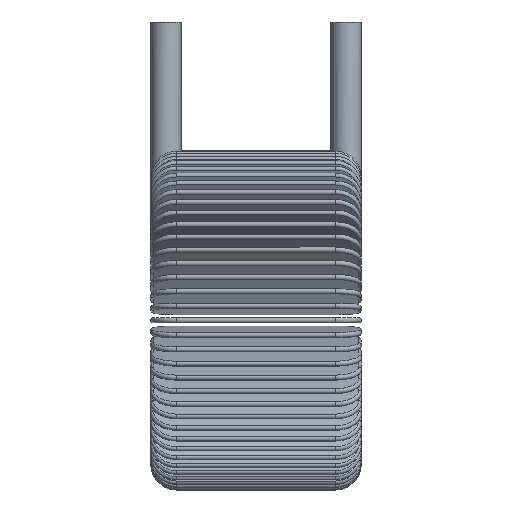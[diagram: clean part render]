
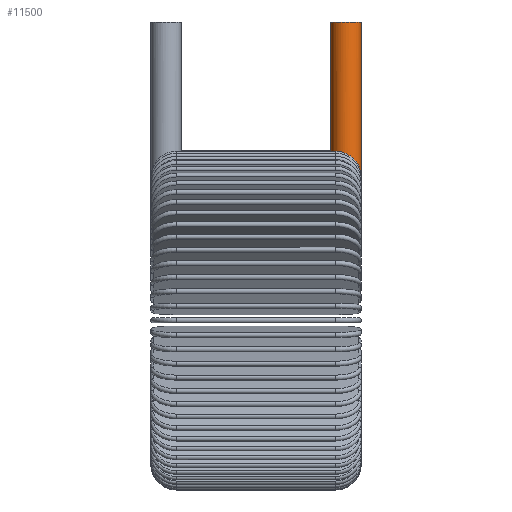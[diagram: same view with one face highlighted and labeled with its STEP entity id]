
A CAD part, left-side view. The second image highlights one B-rep face of the part: STEP entity #11500.
In plain terms, the highlighted cylindrical face has radius 0.749 mm (diameter 1.499 mm), a partial arc.
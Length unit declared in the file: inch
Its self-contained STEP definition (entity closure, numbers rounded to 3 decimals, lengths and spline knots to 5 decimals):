
#10441=CARTESIAN_POINT('',(0.,0.0295,0.2675));
#10442=DIRECTION('',(0.,0.,1.));
#10443=DIRECTION('',(-0.623,-0.782,0.));
#10444=AXIS2_PLACEMENT_3D('',#10441,#10442,#10443);
#10446=CARTESIAN_POINT('',(0.,0.0295,0.2675));
#10447=DIRECTION('',(0.,0.,1.));
#10448=DIRECTION('',(-0.169,0.986,0.));
#10449=AXIS2_PLACEMENT_3D('',#10446,#10447,#10448);
#10505=CARTESIAN_POINT('',(-0.01838,0.05257,0.2675));
#10506=CARTESIAN_POINT('',(-0.02002,0.05126,
0.28624));
#10507=CARTESIAN_POINT('',(-0.02166,0.0497,
0.30496));
#10508=CARTESIAN_POINT('',(-0.0233,0.0476,
0.32364));
#10570=CARTESIAN_POINT('',(-0.02094,0.00872,
0.29672));
#10571=CARTESIAN_POINT('',(-0.02009,0.00786,
0.28699));
#10572=CARTESIAN_POINT('',(-0.01924,0.00711,
0.27725));
#10573=CARTESIAN_POINT('',(-0.01838,0.00643,0.2675));
#10575=DIRECTION('',(0.,0.,1.));
#10576=VECTOR('',#10575,0.25);
#10577=CARTESIAN_POINT('',(0.,0.059,0.3295));
#10578=LINE('',#10577,#10576);
#10617=DIRECTION('',(0.,0.,1.));
#10618=VECTOR('',#10617,0.057);
#10619=CARTESIAN_POINT('',(-0.005,0.05857,0.2675));
#10620=LINE('',#10619,#10618);
#10678=DIRECTION('',(0.,0.,1.));
#10679=VECTOR('',#10678,0.312);
#10680=CARTESIAN_POINT('',(0.,0.,0.2675));
#10681=LINE('',#10680,#10679);
#11042=CARTESIAN_POINT('',(0.,0.059,0.3295));
#11043=CARTESIAN_POINT('',(-0.0004,0.059,0.3295));
#11044=CARTESIAN_POINT('',(-0.0012,0.05898,
0.3294));
#11045=CARTESIAN_POINT('',(-0.00227,0.05892,
0.329));
#11046=CARTESIAN_POINT('',(-0.0032,0.05883,
0.32839));
#11047=CARTESIAN_POINT('',(-0.00396,0.05874,
0.32762));
#11048=CARTESIAN_POINT('',(-0.00455,0.05865,
0.32668));
#11049=CARTESIAN_POINT('',(-0.00492,0.05859,
0.32561));
#11050=CARTESIAN_POINT('',(-0.005,0.05857,0.32487));
#11051=CARTESIAN_POINT('',(-0.005,0.05857,0.3245));
#11063=CARTESIAN_POINT('',(0.,0.0295,0.5795));
#11064=DIRECTION('',(0.,0.,1.));
#11065=DIRECTION('',(0.,1.,0.));
#11066=AXIS2_PLACEMENT_3D('',#11063,#11064,#11065);
#11098=CARTESIAN_POINT('',(-0.0233,0.0476,
0.32364));
#11099=CARTESIAN_POINT('',(-0.02332,0.04756,
0.32395));
#11100=CARTESIAN_POINT('',(-0.02344,0.04742,
0.32456));
#11101=CARTESIAN_POINT('',(-0.02377,0.04697,
0.32541));
#11102=CARTESIAN_POINT('',(-0.02426,0.04629,
0.32616));
#11103=CARTESIAN_POINT('',(-0.02488,0.04537,
0.32676));
#11104=CARTESIAN_POINT('',(-0.02558,0.04421,
0.32719));
#11105=CARTESIAN_POINT('',(-0.02633,0.04283,
0.3274));
#11106=CARTESIAN_POINT('',(-0.02706,0.04129,
0.32739));
#11107=CARTESIAN_POINT('',(-0.02773,0.03963,
0.32718));
#11108=CARTESIAN_POINT('',(-0.0283,0.0379,
0.32681));
#11109=CARTESIAN_POINT('',(-0.02879,0.03604,
0.32626));
#11110=CARTESIAN_POINT('',(-0.02919,0.03397,
0.32553));
#11111=CARTESIAN_POINT('',(-0.02945,0.03169,
0.3246));
#11112=CARTESIAN_POINT('',(-0.02953,0.02925,
0.32351));
#11113=CARTESIAN_POINT('',(-0.0294,0.02665,
0.32224));
#11114=CARTESIAN_POINT('',(-0.02901,0.02394,
0.3208));
#11115=CARTESIAN_POINT('',(-0.02836,0.0212,
0.31915));
#11116=CARTESIAN_POINT('',(-0.02738,0.01838,
0.31713));
#11117=CARTESIAN_POINT('',(-0.02608,0.0156,
0.31456));
#11118=CARTESIAN_POINT('',(-0.02467,0.01327,
0.31156));
#11119=CARTESIAN_POINT('',(-0.0234,0.0115,
0.30834));
#11120=CARTESIAN_POINT('',(-0.02235,0.01023,
0.30499));
#11121=CARTESIAN_POINT('',(-0.02151,0.0093,
0.30136));
#11122=CARTESIAN_POINT('',(-0.02108,0.00887,
0.29835));
#11123=CARTESIAN_POINT('',(-0.02094,0.00872,
0.29672));
#11229=CARTESIAN_POINT('',(0.,0.059,0.5795));
#11230=CARTESIAN_POINT('',(0.,0.,0.5795));
#11231=VERTEX_POINT('',#11229);
#11232=VERTEX_POINT('',#11230);
#11235=CARTESIAN_POINT('',(0.,0.,0.2675));
#11236=VERTEX_POINT('',#11235);
#11237=CARTESIAN_POINT('',(-0.01838,0.00643,0.2675));
#11238=CARTESIAN_POINT('',(-0.01838,0.05257,0.2675));
#11239=VERTEX_POINT('',#11237);
#11240=VERTEX_POINT('',#11238);
#11247=VERTEX_POINT('',#10508);
#11248=VERTEX_POINT('',#10570);
#11270=CARTESIAN_POINT('',(-0.005,0.05857,0.2675));
#11272=VERTEX_POINT('',#11270);
#11279=CARTESIAN_POINT('',(-0.005,0.05857,0.3245));
#11280=VERTEX_POINT('',#11279);
#11302=VERTEX_POINT('',#11042);
#11477=CARTESIAN_POINT('',(0.,0.0295,0.2675));
#11478=DIRECTION('',(0.,0.,1.));
#11479=DIRECTION('',(0.,1.,0.));
#11480=AXIS2_PLACEMENT_3D('',#11477,#11478,#11479);
#11481=CYLINDRICAL_SURFACE('',#11480,0.0295);
#11482=ORIENTED_EDGE('',*,*,#11445,.F.);
#11483=ORIENTED_EDGE('',*,*,#11334,.F.);
#11485=ORIENTED_EDGE('',*,*,#11484,.T.);
#11487=ORIENTED_EDGE('',*,*,#11486,.F.);
#11489=ORIENTED_EDGE('',*,*,#11488,.T.);
#11491=ORIENTED_EDGE('',*,*,#11490,.T.);
#11493=ORIENTED_EDGE('',*,*,#11492,.F.);
#11494=ORIENTED_EDGE('',*,*,#11328,.F.);
#11495=ORIENTED_EDGE('',*,*,#11472,.F.);
#11497=ORIENTED_EDGE('',*,*,#11496,.F.);
#11498=EDGE_LOOP('',(#11482,#11483,#11485,#11487,#11489,#11491,#11493,#11494,
#11495,#11497));
#11499=FACE_OUTER_BOUND('',#11498,.F.);
#10445=CIRCLE('',#10444,0.0295);
#10450=CIRCLE('',#10449,0.0295);
#10509=B_SPLINE_CURVE_WITH_KNOTS('',3,(#10505,#10506,#10507,#10508),
.UNSPECIFIED.,.F.,.F.,(4,4),(0.,1.),.UNSPECIFIED.);
#10574=B_SPLINE_CURVE_WITH_KNOTS('',3,(#10570,#10571,#10572,#10573),
.UNSPECIFIED.,.F.,.F.,(4,4),(0.,1.),.UNSPECIFIED.);
#11052=B_SPLINE_CURVE_WITH_KNOTS('',3,(#11042,#11043,#11044,#11045,#11046,
#11047,#11048,#11049,#11050,#11051),.UNSPECIFIED.,.F.,.F.,(4,1,1,1,1,1,1,4),(
0.,0.14286,0.28571,0.42857,0.57143,
0.71429,0.85714,1.),.UNSPECIFIED.);
#11067=CIRCLE('',#11066,0.0295);
#11124=B_SPLINE_CURVE_WITH_KNOTS('',3,(#11098,#11099,#11100,#11101,#11102,
#11103,#11104,#11105,#11106,#11107,#11108,#11109,#11110,#11111,#11112,#11113,
#11114,#11115,#11116,#11117,#11118,#11119,#11120,#11121,#11122,#11123),
.UNSPECIFIED.,.F.,.F.,(4,1,1,1,1,1,1,1,1,1,1,1,1,1,1,1,1,1,1,1,1,1,1,4),(0.,
0.04348,0.08696,0.13043,0.17391,
0.21739,0.26087,0.30435,0.34783,
0.3913,0.43478,0.47826,0.52174,
0.56522,0.6087,0.65217,0.69565,
0.73913,0.78261,0.82609,0.86957,
0.91304,0.95652,1.),.UNSPECIFIED.);
#11328=EDGE_CURVE('',#11239,#11236,#10445,.T.);
#11334=EDGE_CURVE('',#11272,#11240,#10450,.T.);
#11445=EDGE_CURVE('',#11240,#11247,#10509,.T.);
#11472=EDGE_CURVE('',#11248,#11239,#10574,.T.);
#11484=EDGE_CURVE('',#11272,#11280,#10620,.T.);
#11486=EDGE_CURVE('',#11302,#11280,#11052,.T.);
#11488=EDGE_CURVE('',#11302,#11231,#10578,.T.);
#11490=EDGE_CURVE('',#11231,#11232,#11067,.T.);
#11492=EDGE_CURVE('',#11236,#11232,#10681,.T.);
#11496=EDGE_CURVE('',#11247,#11248,#11124,.T.);
#11500=ADVANCED_FACE('',(#11499),#11481,.T.);
